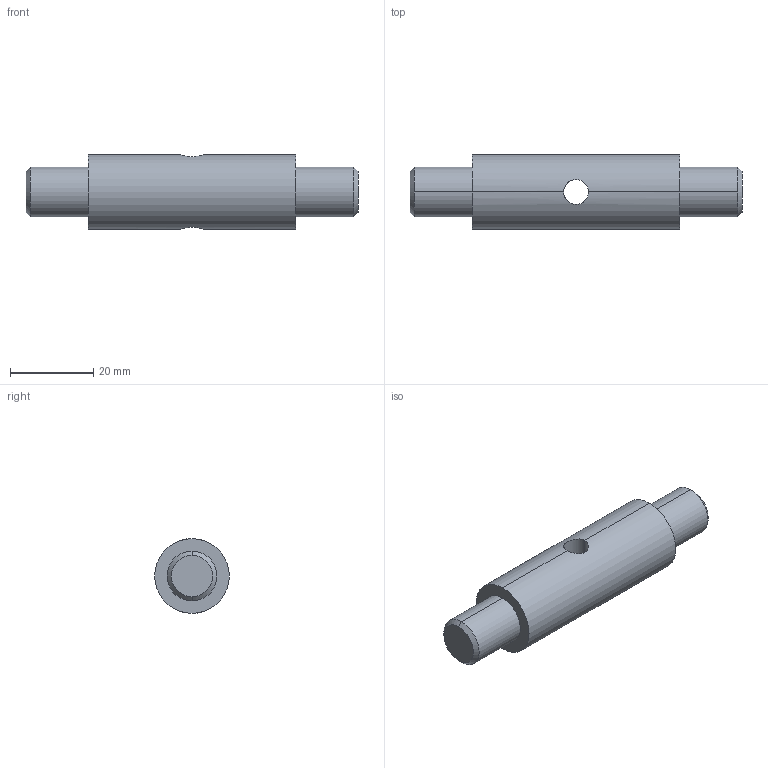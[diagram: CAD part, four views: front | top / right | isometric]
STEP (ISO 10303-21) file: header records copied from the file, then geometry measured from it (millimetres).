
FILE_DESCRIPTION (( 'STEP AP214' ), '1' );
FILE_NAME ('shaft.STEP', '2024-09-04T08:46:27', ( '' ), ( '' ), 'SwSTEP 2.0', 'SolidWorks 2021', '' );
FILE_SCHEMA (( 'AUTOMOTIVE_DESIGN' ));
Length unit declared in the file: millimetre
Products named in the file (1): shaft
Bounding box: 80 x 18 x 18 mm (x, y, z)
Volume: 15579 mm3; surface area: 4692.9 mm2
Topology: 1 solids, 1 shells, 16 faces, 34 edges, 20 vertices
Faces by surface type: cylinder 8, cone 4, plane 4
Entity records: 584 total; most frequent: CARTESIAN_POINT 195, DIRECTION 80, ORIENTED_EDGE 68, EDGE_CURVE 34, AXIS2_PLACEMENT_3D 33, VERTEX_POINT 20, EDGE_LOOP 18, FACE_OUTER_BOUND 16
